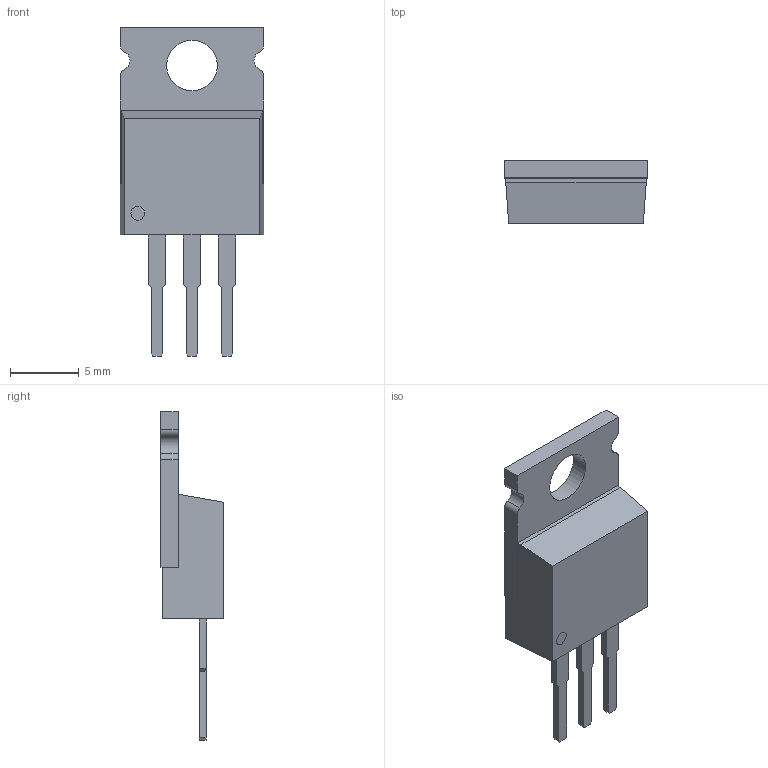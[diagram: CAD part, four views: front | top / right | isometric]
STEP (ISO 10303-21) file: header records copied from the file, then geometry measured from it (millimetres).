
FILE_DESCRIPTION (( 'STEP AP214' ), '1' );
FILE_NAME ('TO-220AB-3_L10.4-W4.5-P2.54-L.STEP', '2022-01-27T00:33:16', ( 'PC' ), ( 'Microsoft' ), 'SwSTEP 2.0', 'SolidWorks 2020', '' );
FILE_SCHEMA (( 'AUTOMOTIVE_DESIGN' ));
Length unit declared in the file: millimetre
Products named in the file (1): TO-220AB-3_L10.4-W4.5-P2.54-L
Bounding box: 10.4 x 4.55 x 23.84 mm (x, y, z)
Volume: 479.6 mm3; surface area: 560.3 mm2
Topology: 1 solids, 1 shells, 120 faces, 317 edges, 210 vertices
Faces by surface type: plane 96, bspline 14, cylinder 10
Entity records: 5707 total; most frequent: CARTESIAN_POINT 1446, ORIENTED_EDGE 634, DIRECTION 523, EDGE_CURVE 317, LINE 269, VECTOR 269, VERTEX_POINT 210, EDGE_LOOP 133
